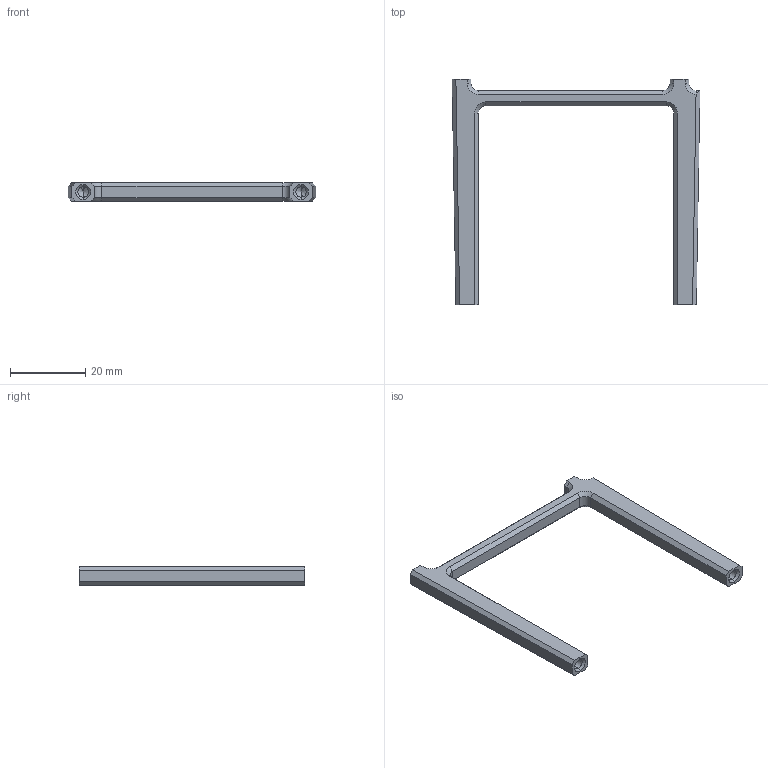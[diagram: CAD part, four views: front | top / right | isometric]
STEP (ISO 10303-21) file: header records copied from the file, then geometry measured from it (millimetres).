
FILE_DESCRIPTION (( 'STEP AP203' ), '1' );
FILE_NAME ('P14_Raspi_Holder_Default.step', '2020-03-06T13:28:01', ( '' ), ( '' ), 'SwSTEP 2.0', 'SolidWorks 2018', '' );
FILE_SCHEMA (( 'CONFIG_CONTROL_DESIGN' ));
Length unit declared in the file: millimetre
Products named in the file (1): P14_Raspi_Holder_Default
Bounding box: 65.95 x 59.99 x 5 mm (x, y, z)
Volume: 4348.5 mm3; surface area: 3668.5 mm2
Topology: 1 solids, 1 shells, 71 faces, 173 edges, 100 vertices
Faces by surface type: plane 36, cone 22, cylinder 13
Entity records: 2058 total; most frequent: DIRECTION 347, CARTESIAN_POINT 343, ORIENTED_EDGE 330, EDGE_CURVE 165, LINE 123, VECTOR 123, AXIS2_PLACEMENT_3D 112, VERTEX_POINT 100
